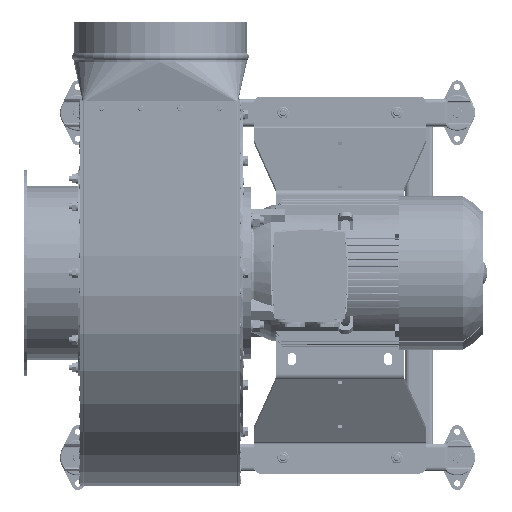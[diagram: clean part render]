
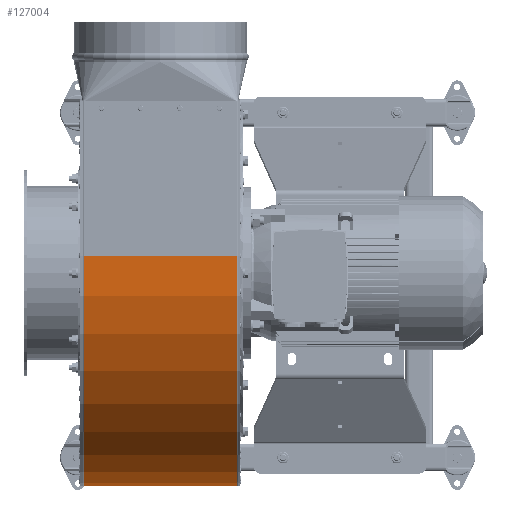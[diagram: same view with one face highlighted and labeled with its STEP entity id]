
A CAD part, top view. The second image highlights one B-rep face of the part: STEP entity #127004.
In plain terms, the highlighted cylindrical face has radius 334 mm (diameter 668 mm), a partial arc.
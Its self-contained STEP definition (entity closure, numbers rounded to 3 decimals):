
#14841=FACE_OUTER_BOUND('',#22536,.T.);
#22536=EDGE_LOOP('',(#103722,#103723,#103724,#103725));
#28032=CIRCLE('',#136212,334.);
#28034=CIRCLE('',#136215,334.);
#36922=LINE('',#222556,#46633);
#36924=LINE('',#222584,#46635);
#46633=VECTOR('',#161693,10.);
#46635=VECTOR('',#161737,10.);
#57597=VERTEX_POINT('',#222550);
#57598=VERTEX_POINT('',#222554);
#57602=VERTEX_POINT('',#222578);
#57603=VERTEX_POINT('',#222582);
#73605=EDGE_CURVE('',#57597,#57598,#36922,.T.);
#73616=EDGE_CURVE('',#57602,#57597,#28032,.T.);
#73618=EDGE_CURVE('',#57603,#57598,#28034,.T.);
#73619=EDGE_CURVE('',#57603,#57602,#36924,.T.);
#103722=ORIENTED_EDGE('',*,*,#73605,.T.);
#103723=ORIENTED_EDGE('',*,*,#73618,.F.);
#103724=ORIENTED_EDGE('',*,*,#73619,.T.);
#103725=ORIENTED_EDGE('',*,*,#73616,.T.);
#114413=CYLINDRICAL_SURFACE('',#136214,334.);
#127004=ADVANCED_FACE('',(#14841),#114413,.T.);
#136212=AXIS2_PLACEMENT_3D('',#222579,#161729,#161730);
#136214=AXIS2_PLACEMENT_3D('',#222581,#161733,#161734);
#136215=AXIS2_PLACEMENT_3D('',#222583,#161735,#161736);
#161693=DIRECTION('',(1.,0.,0.));
#161729=DIRECTION('center_axis',(1.,0.,0.));
#161730=DIRECTION('ref_axis',(0.,0.,
1.));
#161733=DIRECTION('center_axis',(1.,0.,0.));
#161734=DIRECTION('ref_axis',(0.,0.,
1.));
#161735=DIRECTION('center_axis',(1.,0.,0.));
#161736=DIRECTION('ref_axis',(0.,0.,
1.));
#161737=DIRECTION('',(-1.,0.,0.));
#222550=CARTESIAN_POINT('',(-271.125,-309.5,19.2));
#222554=CARTESIAN_POINT('',(-49.875,-309.5,19.2));
#222556=CARTESIAN_POINT('',(-49.875,-309.5,19.2));
#222578=CARTESIAN_POINT('',(-271.125,24.5,353.2));
#222579=CARTESIAN_POINT('Origin',(-271.125,24.5,19.2));
#222581=CARTESIAN_POINT('Origin',(-160.5,24.5,19.2));
#222582=CARTESIAN_POINT('',(-49.875,24.5,353.2));
#222583=CARTESIAN_POINT('Origin',(-49.875,24.5,19.2));
#222584=CARTESIAN_POINT('',(-272.875,24.5,353.2));
